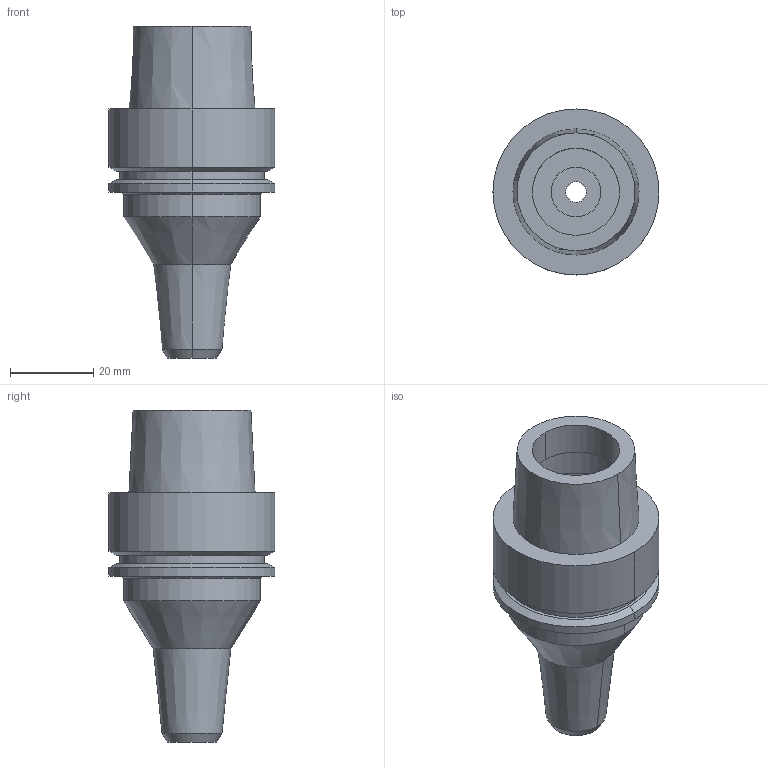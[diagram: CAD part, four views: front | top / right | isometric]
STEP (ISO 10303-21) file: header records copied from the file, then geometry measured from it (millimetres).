
FILE_DESCRIPTION((''),'2;1');
FILE_NAME('HSK-E40-HDC6S-60UP','2018-09-05T',('ykawabe'),(''),'CREO PARAMETRIC BY PTC INC, 2016380','CREO PARAMETRIC BY PTC INC, 2016380','');
FILE_SCHEMA(('AUTOMOTIVE_DESIGN { 1 0 10303 214 1 1 1 1 }'));
Length unit declared in the file: millimetre
Products named in the file (1): HSK-E40-HDC6S-60UP
Bounding box: 40 x 40 x 80 mm (x, y, z)
Volume: 40423.4 mm3; surface area: 12541.6 mm2
Topology: 1 solids, 1 shells, 52 faces, 104 edges, 62 vertices
Faces by surface type: cylinder 24, cone 16, plane 10, torus 2
Entity records: 1899 total; most frequent: DIRECTION 282, CARTESIAN_POINT 225, ORIENTED_EDGE 208, AXIS2_PLACEMENT_3D 121, PRESENTATION_STYLE_ASSIGNMENT 109, STYLED_ITEM 109, CURVE_STYLE 108, EDGE_CURVE 104
